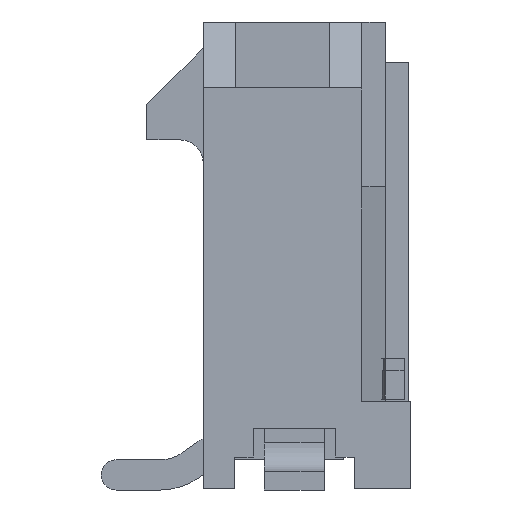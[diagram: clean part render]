
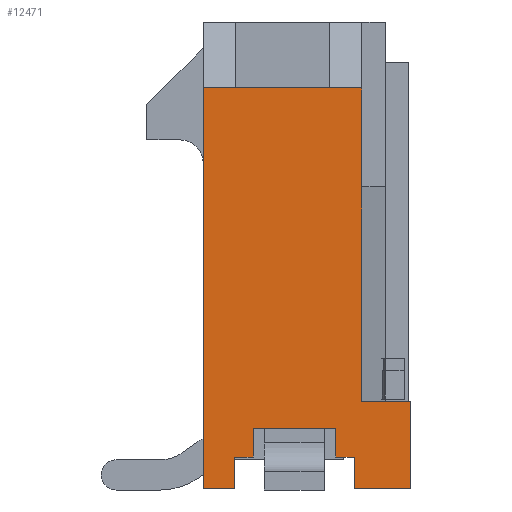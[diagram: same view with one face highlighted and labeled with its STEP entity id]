
A CAD part, left-side view. The second image highlights one B-rep face of the part: STEP entity #12471.
In plain terms, the highlighted planar face has unit normal (-1, 0, 0).
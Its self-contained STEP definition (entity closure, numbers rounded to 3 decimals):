
#1694=DIRECTION('',(0.,1.,0.));
#1695=VECTOR('',#1694,1.04);
#1696=CARTESIAN_POINT('',(-18.325,-2.47,-3.1));
#1697=LINE('',#1696,#1695);
#2506=DIRECTION('',(0.,0.,-1.));
#2507=VECTOR('',#2506,2.1);
#2508=CARTESIAN_POINT('',(-18.325,-1.43,3.55));
#2509=LINE('',#2508,#2507);
#2510=DIRECTION('',(0.,0.,1.));
#2511=VECTOR('',#2510,4.55);
#2512=CARTESIAN_POINT('',(-18.325,-1.43,-3.1));
#2513=LINE('',#2512,#2511);
#2514=DIRECTION('',(0.,0.,-1.));
#2515=VECTOR('',#2514,1.85);
#2516=CARTESIAN_POINT('',(-18.325,-2.47,-3.1));
#2517=LINE('',#2516,#2515);
#2518=DIRECTION('',(0.,1.,0.));
#2519=VECTOR('',#2518,1.2);
#2520=CARTESIAN_POINT('',(-18.325,-2.47,-4.95));
#2521=LINE('',#2520,#2519);
#2522=DIRECTION('',(0.,0.,1.));
#2523=VECTOR('',#2522,0.67);
#2524=CARTESIAN_POINT('',(-18.325,-1.27,-4.95));
#2525=LINE('',#2524,#2523);
#2526=DIRECTION('',(0.,1.,0.));
#2527=VECTOR('',#2526,0.395);
#2528=CARTESIAN_POINT('',(-18.325,-1.27,-4.28));
#2529=LINE('',#2528,#2527);
#2530=DIRECTION('',(0.,0.,-1.));
#2531=VECTOR('',#2530,0.6);
#2532=CARTESIAN_POINT('',(-18.325,-0.875,-3.68));
#2533=LINE('',#2532,#2531);
#2534=DIRECTION('',(0.,-1.,0.));
#2535=VECTOR('',#2534,1.75);
#2536=CARTESIAN_POINT('',(-18.325,0.875,-3.68));
#2537=LINE('',#2536,#2535);
#2538=DIRECTION('',(0.,0.,-1.));
#2539=VECTOR('',#2538,0.6);
#2540=CARTESIAN_POINT('',(-18.325,0.875,-3.68));
#2541=LINE('',#2540,#2539);
#2542=DIRECTION('',(0.,1.,0.));
#2543=VECTOR('',#2542,0.395);
#2544=CARTESIAN_POINT('',(-18.325,0.875,-4.28));
#2545=LINE('',#2544,#2543);
#2546=DIRECTION('',(0.,0.,-1.));
#2547=VECTOR('',#2546,0.67);
#2548=CARTESIAN_POINT('',(-18.325,1.27,-4.28));
#2549=LINE('',#2548,#2547);
#2550=DIRECTION('',(0.,1.,0.));
#2551=VECTOR('',#2550,0.66);
#2552=CARTESIAN_POINT('',(-18.325,1.27,-4.95));
#2553=LINE('',#2552,#2551);
#2554=DIRECTION('',(0.,0.,1.));
#2555=VECTOR('',#2554,8.5);
#2556=CARTESIAN_POINT('',(-18.325,1.93,-4.95));
#2557=LINE('',#2556,#2555);
#2558=DIRECTION('',(0.,1.,0.));
#2559=VECTOR('',#2558,0.68);
#2560=CARTESIAN_POINT('',(-18.325,1.25,3.55));
#2561=LINE('',#2560,#2559);
#2562=DIRECTION('',(0.,1.,0.));
#2563=VECTOR('',#2562,2.);
#2564=CARTESIAN_POINT('',(-18.325,-0.75,3.55));
#2565=LINE('',#2564,#2563);
#2566=DIRECTION('',(0.,1.,0.));
#2567=VECTOR('',#2566,0.68);
#2568=CARTESIAN_POINT('',(-18.325,-1.43,3.55));
#2569=LINE('',#2568,#2567);
#7447=CARTESIAN_POINT('',(-18.325,-2.47,-3.1));
#7448=CARTESIAN_POINT('',(-18.325,-2.47,-4.95));
#7449=VERTEX_POINT('',#7447);
#7450=VERTEX_POINT('',#7448);
#7451=CARTESIAN_POINT('',(-18.325,-1.27,-4.95));
#7452=VERTEX_POINT('',#7451);
#7459=CARTESIAN_POINT('',(-18.325,-1.27,-4.28));
#7460=VERTEX_POINT('',#7459);
#7461=CARTESIAN_POINT('',(-18.325,1.27,-4.28));
#7462=CARTESIAN_POINT('',(-18.325,1.27,-4.95));
#7463=VERTEX_POINT('',#7461);
#7464=VERTEX_POINT('',#7462);
#7465=CARTESIAN_POINT('',(-18.325,1.93,-4.95));
#7466=VERTEX_POINT('',#7465);
#7491=CARTESIAN_POINT('',(-18.325,-0.75,3.55));
#7492=CARTESIAN_POINT('',(-18.325,1.25,3.55));
#7493=VERTEX_POINT('',#7491);
#7494=VERTEX_POINT('',#7492);
#7545=CARTESIAN_POINT('',(-18.325,-0.875,-4.28));
#7547=VERTEX_POINT('',#7545);
#7549=CARTESIAN_POINT('',(-18.325,0.875,-4.28));
#7551=VERTEX_POINT('',#7549);
#7587=CARTESIAN_POINT('',(-18.325,0.875,-3.68));
#7589=VERTEX_POINT('',#7587);
#7775=CARTESIAN_POINT('',(-18.325,1.93,3.55));
#7777=VERTEX_POINT('',#7775);
#7783=CARTESIAN_POINT('',(-18.325,-0.875,-3.68));
#7784=VERTEX_POINT('',#7783);
#7809=CARTESIAN_POINT('',(-18.325,-1.43,-3.1));
#7810=VERTEX_POINT('',#7809);
#9519=CARTESIAN_POINT('',(-18.325,-1.43,3.55));
#9520=CARTESIAN_POINT('',(-18.325,-1.43,1.45));
#9521=VERTEX_POINT('',#9519);
#9522=VERTEX_POINT('',#9520);
#12441=CARTESIAN_POINT('',(-18.325,0.,0.));
#12442=DIRECTION('',(1.,0.,0.));
#12443=DIRECTION('',(0.,0.,-1.));
#12444=AXIS2_PLACEMENT_3D('',#12441,#12442,#12443);
#12445=PLANE('',#12444);
#12446=ORIENTED_EDGE('',*,*,#11347,.T.);
#12448=ORIENTED_EDGE('',*,*,#12447,.F.);
#12449=ORIENTED_EDGE('',*,*,#11538,.F.);
#12450=ORIENTED_EDGE('',*,*,#11567,.T.);
#12451=ORIENTED_EDGE('',*,*,#11596,.T.);
#12452=ORIENTED_EDGE('',*,*,#11820,.T.);
#12453=ORIENTED_EDGE('',*,*,#12009,.T.);
#12454=ORIENTED_EDGE('',*,*,#11096,.F.);
#12455=ORIENTED_EDGE('',*,*,#11042,.F.);
#12457=ORIENTED_EDGE('',*,*,#12456,.T.);
#12458=ORIENTED_EDGE('',*,*,#12027,.T.);
#12459=ORIENTED_EDGE('',*,*,#10377,.T.);
#12461=ORIENTED_EDGE('',*,*,#12460,.T.);
#12462=ORIENTED_EDGE('',*,*,#10036,.T.);
#12464=ORIENTED_EDGE('',*,*,#12463,.F.);
#12466=ORIENTED_EDGE('',*,*,#12465,.F.);
#12468=ORIENTED_EDGE('',*,*,#12467,.F.);
#12469=EDGE_LOOP('',(#12446,#12448,#12449,#12450,#12451,#12452,#12453,#12454,
#12455,#12457,#12458,#12459,#12461,#12462,#12464,#12466,#12468));
#12470=FACE_OUTER_BOUND('',#12469,.F.);
#12471=ADVANCED_FACE('',(#12470),#12445,.F.);
#10036=EDGE_CURVE('',#7466,#7777,#2557,.T.);
#10377=EDGE_CURVE('',#7463,#7464,#2549,.T.);
#11042=EDGE_CURVE('',#7589,#7784,#2537,.T.);
#11096=EDGE_CURVE('',#7784,#7547,#2533,.T.);
#11347=EDGE_CURVE('',#9521,#9522,#2509,.T.);
#11538=EDGE_CURVE('',#7449,#7810,#1697,.T.);
#11567=EDGE_CURVE('',#7449,#7450,#2517,.T.);
#11596=EDGE_CURVE('',#7450,#7452,#2521,.T.);
#11820=EDGE_CURVE('',#7452,#7460,#2525,.T.);
#12009=EDGE_CURVE('',#7460,#7547,#2529,.T.);
#12027=EDGE_CURVE('',#7551,#7463,#2545,.T.);
#12447=EDGE_CURVE('',#7810,#9522,#2513,.T.);
#12456=EDGE_CURVE('',#7589,#7551,#2541,.T.);
#12460=EDGE_CURVE('',#7464,#7466,#2553,.T.);
#12463=EDGE_CURVE('',#7494,#7777,#2561,.T.);
#12465=EDGE_CURVE('',#7493,#7494,#2565,.T.);
#12467=EDGE_CURVE('',#9521,#7493,#2569,.T.);
